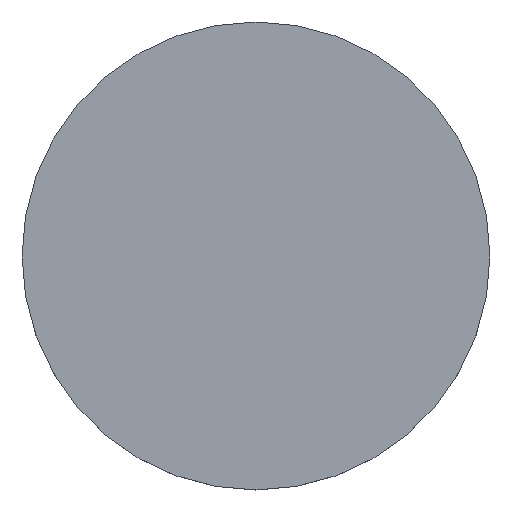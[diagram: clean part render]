
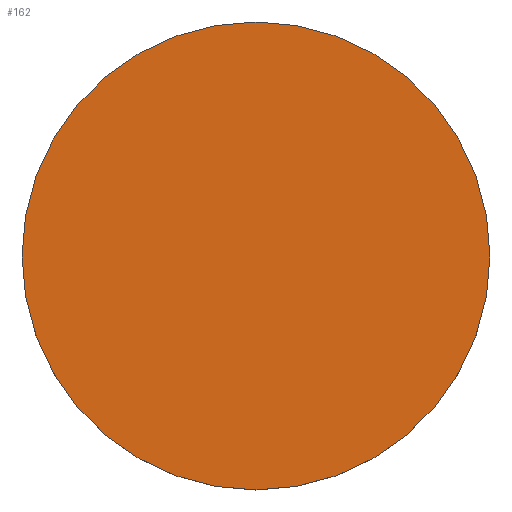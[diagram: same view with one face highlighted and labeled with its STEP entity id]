
A CAD part, top view. The second image highlights one B-rep face of the part: STEP entity #162.
In plain terms, the highlighted planar face has unit normal (0, 0, 1).
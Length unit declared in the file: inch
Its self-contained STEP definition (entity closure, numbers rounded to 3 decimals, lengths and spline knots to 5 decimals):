
#2 = CARTESIAN_POINT ( 'NONE',  ( 0., 0., 0.07874 ) ) ;
#6 = DIRECTION ( 'NONE',  ( 0., 0., 1. ) ) ;
#32 = CARTESIAN_POINT ( 'NONE',  ( 0., 0., 0.07874 ) ) ;
#35 = DIRECTION ( 'NONE',  ( 0., 0., 1. ) ) ;
#39 = AXIS2_PLACEMENT_3D ( 'NONE', #2, #142, #104 ) ;
#50 = FACE_OUTER_BOUND ( 'NONE', #68, .T. ) ;
#52 = CARTESIAN_POINT ( 'NONE',  ( 0.54724, 0., 0.07874 ) ) ;
#60 = EDGE_CURVE ( 'NONE', #141, #125, #88, .T. ) ;
#62 = DIRECTION ( 'NONE',  ( 1., 0., 0. ) ) ;
#63 = CIRCLE ( 'NONE', #174, 0.54724 ) ;
#68 = EDGE_LOOP ( 'NONE', ( #85, #114 ) ) ;
#82 = AXIS2_PLACEMENT_3D ( 'NONE', #32, #6, #129 ) ;
#85 = ORIENTED_EDGE ( 'NONE', *, *, #60, .T. ) ;
#88 = CIRCLE ( 'NONE', #39, 0.54724 ) ;
#104 = DIRECTION ( 'NONE',  ( 1., 0., 0. ) ) ;
#114 = ORIENTED_EDGE ( 'NONE', *, *, #119, .T. ) ;
#119 = EDGE_CURVE ( 'NONE', #125, #141, #63, .T. ) ;
#125 = VERTEX_POINT ( 'NONE', #52 ) ;
#129 = DIRECTION ( 'NONE',  ( 1., 0., 0. ) ) ;
#141 = VERTEX_POINT ( 'NONE', #170 ) ;
#142 = DIRECTION ( 'NONE',  ( 0., 0., 1. ) ) ;
#154 = CARTESIAN_POINT ( 'NONE',  ( 0., 0., 0.07874 ) ) ;
#162 = ADVANCED_FACE ( 'NONE', ( #50 ), #172, .T. ) ;
#170 = CARTESIAN_POINT ( 'NONE',  ( -0.54724, 0., 0.07874 ) ) ;
#172 = PLANE ( 'NONE',  #82 ) ;
#174 = AXIS2_PLACEMENT_3D ( 'NONE', #154, #35, #62 ) ;
